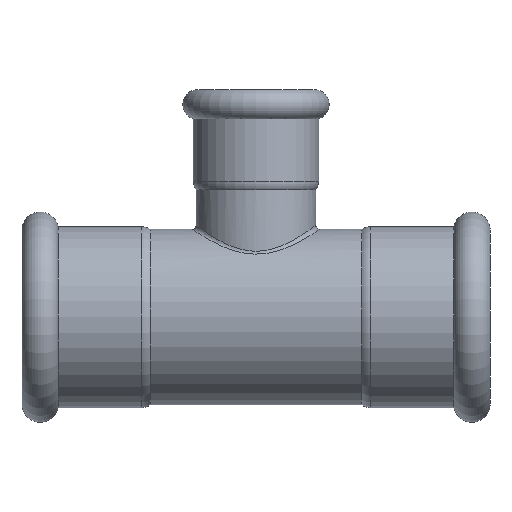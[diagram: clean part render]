
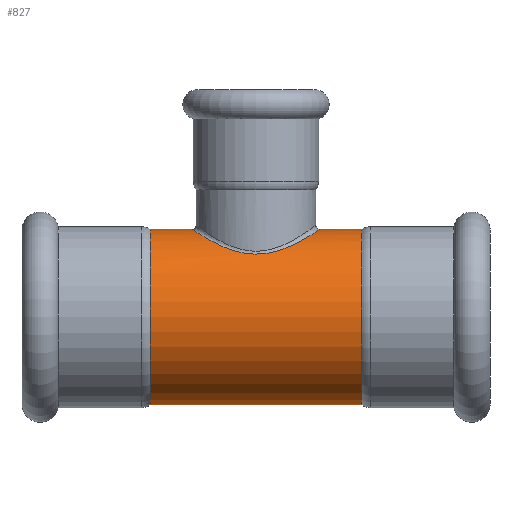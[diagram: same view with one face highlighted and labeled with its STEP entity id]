
A CAD part, front view. The second image highlights one B-rep face of the part: STEP entity #827.
In plain terms, the highlighted cylindrical face has radius 22 mm (diameter 44 mm), a full revolution.
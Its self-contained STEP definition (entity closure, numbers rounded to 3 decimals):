
#17=B_SPLINE_CURVE_WITH_KNOTS('',3,(#1626,#1627,#1628,#1629,#1630,#1631,
#1632,#1633,#1634,#1635,#1636,#1637,#1638,#1639,#1640,#1641,#1642,#1643,
#1644,#1645,#1646,#1647),.UNSPECIFIED.,.T.,.F.,(4,1,1,1,1,1,1,1,1,1,1,1,
1,1,1,1,1,1,1,4),(-9.44,-9.103,-8.766,
-8.092,-7.642,-7.193,-6.743,
-5.844,-5.394,-4.945,-4.495,
-4.046,-3.596,-2.697,-2.248,
-1.798,-1.349,-0.674,-0.337,
0.),.UNSPECIFIED.);
#27=FACE_BOUND('',#153,.T.);
#42=LINE('',#1659,#64);
#64=VECTOR('',#1214,22.);
#84=CYLINDRICAL_SURFACE('',#956,22.);
#113=FACE_OUTER_BOUND('',#152,.T.);
#152=EDGE_LOOP('',(#666,#667,#668,#669,#670,#671,#672,#673));
#153=EDGE_LOOP('',(#674));
#242=CIRCLE('',#957,22.);
#243=CIRCLE('',#958,22.);
#244=CIRCLE('',#959,22.);
#245=CIRCLE('',#960,22.);
#246=CIRCLE('',#961,22.);
#247=CIRCLE('',#962,22.);
#341=VERTEX_POINT('',#1596);
#345=VERTEX_POINT('',#1653);
#346=VERTEX_POINT('',#1654);
#347=VERTEX_POINT('',#1656);
#348=VERTEX_POINT('',#1658);
#349=VERTEX_POINT('',#1660);
#350=VERTEX_POINT('',#1662);
#463=EDGE_CURVE('',#341,#341,#17,.T.);
#466=EDGE_CURVE('',#345,#346,#242,.T.);
#467=EDGE_CURVE('',#347,#345,#243,.T.);
#468=EDGE_CURVE('',#347,#348,#42,.T.);
#469=EDGE_CURVE('',#348,#349,#244,.T.);
#470=EDGE_CURVE('',#349,#350,#245,.T.);
#471=EDGE_CURVE('',#350,#348,#246,.T.);
#472=EDGE_CURVE('',#346,#347,#247,.T.);
#666=ORIENTED_EDGE('',*,*,#466,.F.);
#667=ORIENTED_EDGE('',*,*,#467,.F.);
#668=ORIENTED_EDGE('',*,*,#468,.T.);
#669=ORIENTED_EDGE('',*,*,#469,.T.);
#670=ORIENTED_EDGE('',*,*,#470,.T.);
#671=ORIENTED_EDGE('',*,*,#471,.T.);
#672=ORIENTED_EDGE('',*,*,#468,.F.);
#673=ORIENTED_EDGE('',*,*,#472,.F.);
#674=ORIENTED_EDGE('',*,*,#463,.F.);
#827=ADVANCED_FACE('',(#113,#27),#84,.T.);
#956=AXIS2_PLACEMENT_3D('',#1652,#1208,#1209);
#957=AXIS2_PLACEMENT_3D('',#1655,#1210,#1211);
#958=AXIS2_PLACEMENT_3D('',#1657,#1212,#1213);
#959=AXIS2_PLACEMENT_3D('',#1661,#1215,#1216);
#960=AXIS2_PLACEMENT_3D('',#1663,#1217,#1218);
#961=AXIS2_PLACEMENT_3D('',#1664,#1219,#1220);
#962=AXIS2_PLACEMENT_3D('',#1665,#1221,#1222);
#1208=DIRECTION('center_axis',(1.,0.,0.));
#1209=DIRECTION('ref_axis',(0.,1.,0.));
#1210=DIRECTION('center_axis',(1.,0.,0.));
#1211=DIRECTION('ref_axis',(0.,1.,0.));
#1212=DIRECTION('center_axis',(1.,0.,0.));
#1213=DIRECTION('ref_axis',(0.,1.,0.));
#1214=DIRECTION('',(-1.,0.,0.));
#1215=DIRECTION('center_axis',(1.,0.,0.));
#1216=DIRECTION('ref_axis',(0.,1.,0.));
#1217=DIRECTION('center_axis',(1.,0.,0.));
#1218=DIRECTION('ref_axis',(0.,1.,0.));
#1219=DIRECTION('center_axis',(1.,0.,0.));
#1220=DIRECTION('ref_axis',(0.,1.,0.));
#1221=DIRECTION('center_axis',(1.,0.,0.));
#1222=DIRECTION('ref_axis',(0.,1.,0.));
#1596=CARTESIAN_POINT('',(0.,15.304,15.804));
#1626=CARTESIAN_POINT('Ctrl Pts',(0.,15.304,15.804));
#1627=CARTESIAN_POINT('Ctrl Pts',(-1.244,15.304,15.804));
#1628=CARTESIAN_POINT('Ctrl Pts',(-3.73,15.022,16.084));
#1629=CARTESIAN_POINT('Ctrl Pts',(-8.238,13.45,17.487));
#1630=CARTESIAN_POINT('Ctrl Pts',(-12.184,10.437,19.579));
#1631=CARTESIAN_POINT('Ctrl Pts',(-15.043,5.862,21.361));
#1632=CARTESIAN_POINT('Ctrl Pts',(-16.217,1.227,22.144));
#1633=CARTESIAN_POINT('Ctrl Pts',(-15.67,-5.241,21.787));
#1634=CARTESIAN_POINT('Ctrl Pts',(-12.26,-10.584,19.531));
#1635=CARTESIAN_POINT('Ctrl Pts',(-7.177,-13.916,17.101));
#1636=CARTESIAN_POINT('Ctrl Pts',(-2.549,-15.362,15.755));
#1637=CARTESIAN_POINT('Ctrl Pts',(2.549,-15.365,15.75));
#1638=CARTESIAN_POINT('Ctrl Pts',(7.178,-13.914,17.101));
#1639=CARTESIAN_POINT('Ctrl Pts',(12.257,-10.591,19.532));
#1640=CARTESIAN_POINT('Ctrl Pts',(15.67,-5.24,21.786));
#1641=CARTESIAN_POINT('Ctrl Pts',(16.218,1.227,22.143));
#1642=CARTESIAN_POINT('Ctrl Pts',(15.043,5.862,21.361));
#1643=CARTESIAN_POINT('Ctrl Pts',(12.185,10.437,19.579));
#1644=CARTESIAN_POINT('Ctrl Pts',(8.238,13.45,17.487));
#1645=CARTESIAN_POINT('Ctrl Pts',(3.73,15.022,16.084));
#1646=CARTESIAN_POINT('Ctrl Pts',(1.244,15.304,15.804));
#1647=CARTESIAN_POINT('Ctrl Pts',(0.,15.304,
15.804));
#1652=CARTESIAN_POINT('Origin',(22.1,0.,0.));
#1653=CARTESIAN_POINT('',(26.55,22.,0.));
#1654=CARTESIAN_POINT('',(26.55,0.,22.));
#1655=CARTESIAN_POINT('Origin',(26.55,0.,0.));
#1656=CARTESIAN_POINT('',(26.55,-22.,0.));
#1657=CARTESIAN_POINT('Origin',(26.55,0.,0.));
#1658=CARTESIAN_POINT('',(-26.55,-22.,0.));
#1659=CARTESIAN_POINT('',(22.1,-22.,0.));
#1660=CARTESIAN_POINT('',(-26.55,22.,0.));
#1661=CARTESIAN_POINT('Origin',(-26.55,0.,0.));
#1662=CARTESIAN_POINT('',(-26.55,0.,22.));
#1663=CARTESIAN_POINT('Origin',(-26.55,0.,0.));
#1664=CARTESIAN_POINT('Origin',(-26.55,0.,0.));
#1665=CARTESIAN_POINT('Origin',(26.55,0.,0.));
